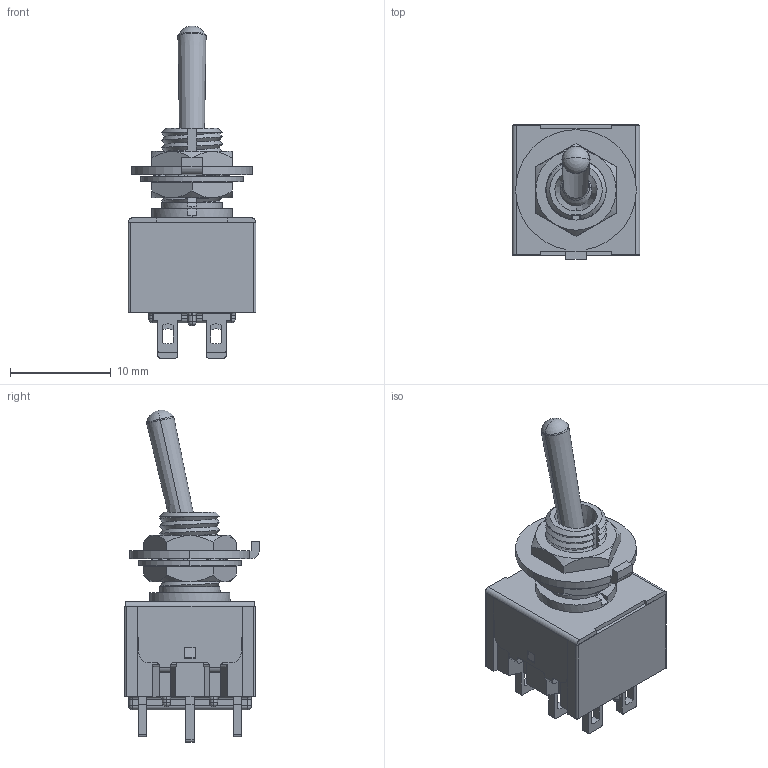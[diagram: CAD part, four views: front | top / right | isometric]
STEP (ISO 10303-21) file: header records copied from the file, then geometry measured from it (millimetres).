
FILE_DESCRIPTION(('STEP AP214'),'1');
FILE_NAME('41868.stp','2017-08-11T06:55:04',('TraceParts'),('TraceParts S.A.'),'Spatial InterOp 3D',' ',' ');
FILE_SCHEMA(('automotive_design'));
Length unit declared in the file: millimetre
Products named in the file (5): 41868_1; 41868_2; 41868_3; 41868_4; 41868_5
Bounding box: 12.7 x 13.4 x 33.04 mm (x, y, z)
Volume: 1992.3 mm3; surface area: 2212.6 mm2
Topology: 5 solids, 5 shells, 517 faces, 1430 edges, 917 vertices
Faces by surface type: plane 243, cylinder 136, bspline 83, torus 20, cone 18, sphere 17
Entity records: 20753 total; most frequent: CARTESIAN_POINT 8131, ORIENTED_EDGE 2832, DIRECTION 2309, EDGE_CURVE 1416, VERTEX_POINT 917, AXIS2_PLACEMENT_3D 782, LINE 745, VECTOR 745
